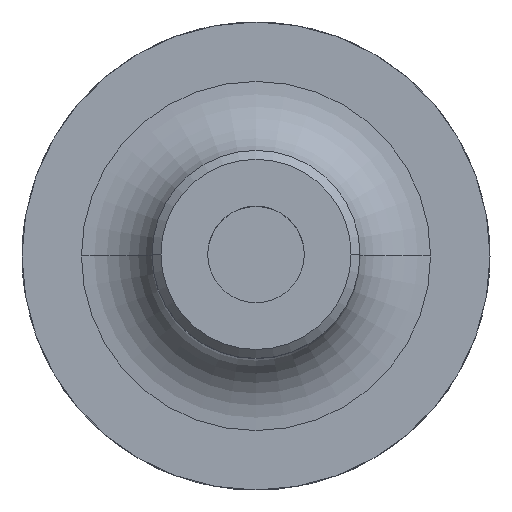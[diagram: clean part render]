
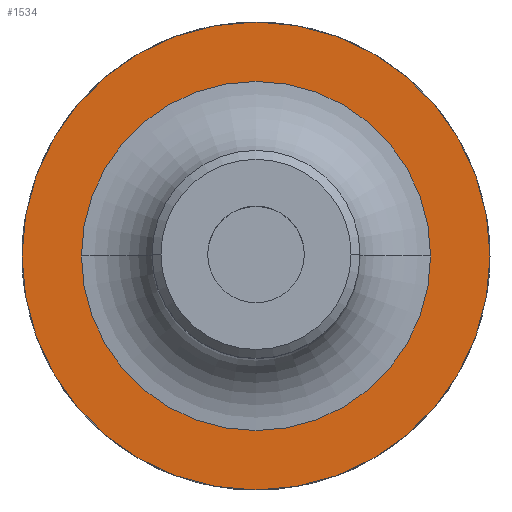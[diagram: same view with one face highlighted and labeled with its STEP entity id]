
A CAD part, top view. The second image highlights one B-rep face of the part: STEP entity #1534.
In plain terms, the highlighted planar face has unit normal (0, 0, 1).
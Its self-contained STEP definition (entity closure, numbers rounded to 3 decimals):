
#7 = AXIS2_PLACEMENT_3D ( 'NONE', #315, #722, #1157 ) ;
#84 = ORIENTED_EDGE ( 'NONE', *, *, #146, .F. ) ;
#113 = DIRECTION ( 'NONE',  ( -1., 0., 0. ) ) ;
#146 = EDGE_CURVE ( 'NONE', #1196, #1364, #1829, .T. ) ;
#177 = CIRCLE ( 'NONE', #444, 31.5 ) ;
#233 = DIRECTION ( 'NONE',  ( -1., 0., 0. ) ) ;
#243 = CARTESIAN_POINT ( 'NONE',  ( 0., 0., 27. ) ) ;
#285 = CIRCLE ( 'NONE', #1243, 23.5 ) ;
#315 = CARTESIAN_POINT ( 'NONE',  ( 0., 0., 27. ) ) ;
#329 = CARTESIAN_POINT ( 'NONE',  ( -31.5, 0., 27. ) ) ;
#335 = CIRCLE ( 'NONE', #1332, 23.5 ) ;
#384 = CARTESIAN_POINT ( 'NONE',  ( 31.5, 0., 27. ) ) ;
#438 = PLANE ( 'NONE',  #7 ) ;
#444 = AXIS2_PLACEMENT_3D ( 'NONE', #243, #959, #233 ) ;
#473 = DIRECTION ( 'NONE',  ( -1., 0., 0. ) ) ;
#534 = EDGE_LOOP ( 'NONE', ( #84, #1072 ) ) ;
#536 = EDGE_LOOP ( 'NONE', ( #1492, #856 ) ) ;
#549 = FACE_OUTER_BOUND ( 'NONE', #534, .T. ) ;
#591 = CARTESIAN_POINT ( 'NONE',  ( 0., 0., 27. ) ) ;
#722 = DIRECTION ( 'NONE',  ( 0., 0., -1. ) ) ;
#723 = DIRECTION ( 'NONE',  ( -1., 0., 0. ) ) ;
#856 = ORIENTED_EDGE ( 'NONE', *, *, #1172, .T. ) ;
#959 = DIRECTION ( 'NONE',  ( 0., 0., -1. ) ) ;
#993 = AXIS2_PLACEMENT_3D ( 'NONE', #591, #1572, #723 ) ;
#1039 = CARTESIAN_POINT ( 'NONE',  ( 0., 0., 27. ) ) ;
#1045 = CARTESIAN_POINT ( 'NONE',  ( -23.5, 0., 27. ) ) ;
#1072 = ORIENTED_EDGE ( 'NONE', *, *, #1394, .F. ) ;
#1082 = CARTESIAN_POINT ( 'NONE',  ( 0., 0., 27. ) ) ;
#1148 = VERTEX_POINT ( 'NONE', #1045 ) ;
#1157 = DIRECTION ( 'NONE',  ( -1., 0., 0. ) ) ;
#1172 = EDGE_CURVE ( 'NONE', #1403, #1148, #335, .T. ) ;
#1191 = DIRECTION ( 'NONE',  ( 0., 0., -1. ) ) ;
#1196 = VERTEX_POINT ( 'NONE', #329 ) ;
#1243 = AXIS2_PLACEMENT_3D ( 'NONE', #1082, #1511, #113 ) ;
#1332 = AXIS2_PLACEMENT_3D ( 'NONE', #1039, #1191, #473 ) ;
#1364 = VERTEX_POINT ( 'NONE', #384 ) ;
#1394 = EDGE_CURVE ( 'NONE', #1364, #1196, #177, .T. ) ;
#1403 = VERTEX_POINT ( 'NONE', #1506 ) ;
#1492 = ORIENTED_EDGE ( 'NONE', *, *, #1642, .T. ) ;
#1506 = CARTESIAN_POINT ( 'NONE',  ( 23.5, 0., 27. ) ) ;
#1511 = DIRECTION ( 'NONE',  ( 0., 0., -1. ) ) ;
#1534 = ADVANCED_FACE ( 'NONE', ( #1623, #549 ), #438, .F. ) ;
#1572 = DIRECTION ( 'NONE',  ( 0., 0., -1. ) ) ;
#1623 = FACE_BOUND ( 'NONE', #536, .T. ) ;
#1642 = EDGE_CURVE ( 'NONE', #1148, #1403, #285, .T. ) ;
#1829 = CIRCLE ( 'NONE', #993, 31.5 ) ;
